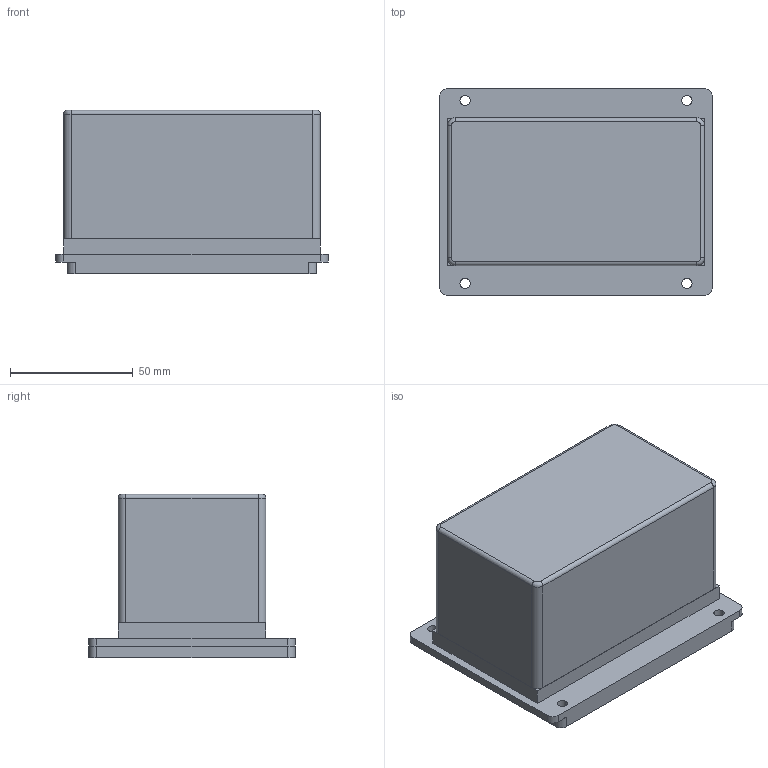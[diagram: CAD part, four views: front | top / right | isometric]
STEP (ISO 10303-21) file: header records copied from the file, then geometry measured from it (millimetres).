
FILE_DESCRIPTION (( 'STEP AP214' ), '1' );
FILE_NAME ('EL-40115-PDB.STEP', '2017-12-19T16:30:21', ( '' ), ( '' ), 'SwSTEP 2.0', 'SolidWorks 2017', '' );
FILE_SCHEMA (( 'AUTOMOTIVE_DESIGN' ));
Length unit declared in the file: inch
Products named in the file (1): EL-40115-PDB
Bounding box: 111.12 x 84.14 x 66.67 mm (x, y, z)
Volume: 259294.5 mm3; surface area: 85795.6 mm2
Topology: 2 solids, 2 shells, 146 faces, 356 edges, 232 vertices
Faces by surface type: plane 106, cylinder 32, torus 8
Entity records: 5572 total; most frequent: CARTESIAN_POINT 735, DIRECTION 722, ORIENTED_EDGE 712, EDGE_CURVE 356, VECTOR 284, LINE 284, VERTEX_POINT 232, AXIS2_PLACEMENT_3D 219
